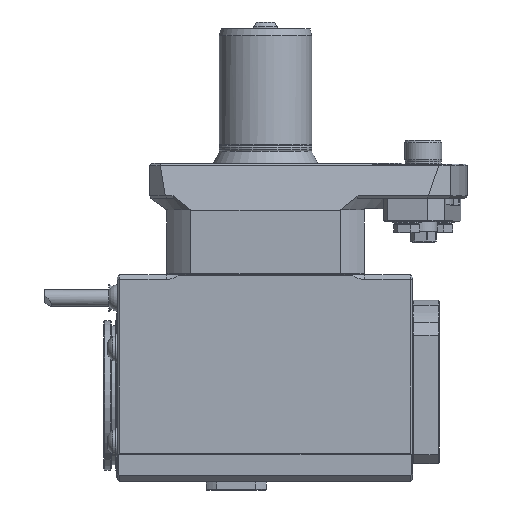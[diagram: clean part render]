
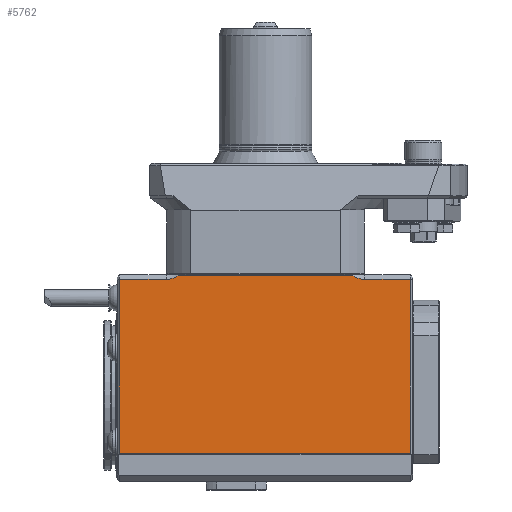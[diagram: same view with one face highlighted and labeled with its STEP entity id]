
A CAD part, front view. The second image highlights one B-rep face of the part: STEP entity #5762.
In plain terms, the highlighted planar face has unit normal (0, -1, 0).
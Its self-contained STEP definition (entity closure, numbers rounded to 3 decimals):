
#338=LINE('',#9326,#751);
#359=LINE('',#9388,#772);
#362=LINE('',#9394,#775);
#364=LINE('',#9398,#777);
#365=LINE('',#9406,#778);
#366=LINE('',#9414,#779);
#751=VECTOR('',#7328,1000.);
#772=VECTOR('',#7371,1000.);
#775=VECTOR('',#7376,1000.);
#777=VECTOR('',#7380,1000.);
#778=VECTOR('',#7381,1000.);
#779=VECTOR('',#7382,1000.);
#1017=B_SPLINE_CURVE_WITH_KNOTS('',3,(#9400,#9401,#9402,#9403,#9404),
 .UNSPECIFIED.,.F.,.F.,(4,1,4),(0.009,0.012,0.014),
 .UNSPECIFIED.);
#1018=B_SPLINE_CURVE_WITH_KNOTS('',3,(#9408,#9409,#9410,#9411,#9412),
 .UNSPECIFIED.,.F.,.F.,(4,1,4),(0.008,0.01,
0.013),.UNSPECIFIED.);
#1825=ORIENTED_EDGE('',*,*,#3148,.T.);
#1826=ORIENTED_EDGE('',*,*,#3146,.F.);
#1827=ORIENTED_EDGE('',*,*,#3116,.T.);
#1828=ORIENTED_EDGE('',*,*,#3143,.T.);
#1829=ORIENTED_EDGE('',*,*,#3149,.T.);
#1830=ORIENTED_EDGE('',*,*,#3150,.T.);
#1831=ORIENTED_EDGE('',*,*,#3151,.T.);
#1832=ORIENTED_EDGE('',*,*,#3152,.T.);
#3116=EDGE_CURVE('',#3825,#3824,#338,.T.);
#3143=EDGE_CURVE('',#3824,#3847,#359,.T.);
#3146=EDGE_CURVE('',#3825,#3849,#362,.T.);
#3148=EDGE_CURVE('',#3850,#3849,#364,.T.);
#3149=EDGE_CURVE('',#3847,#3851,#1017,.F.);
#3150=EDGE_CURVE('',#3851,#3852,#365,.T.);
#3151=EDGE_CURVE('',#3852,#3853,#1018,.T.);
#3152=EDGE_CURVE('',#3853,#3850,#366,.T.);
#3824=VERTEX_POINT('',#9319);
#3825=VERTEX_POINT('',#9323);
#3847=VERTEX_POINT('',#9389);
#3849=VERTEX_POINT('',#9395);
#3850=VERTEX_POINT('',#9399);
#3851=VERTEX_POINT('',#9405);
#3852=VERTEX_POINT('',#9407);
#3853=VERTEX_POINT('',#9413);
#4576=EDGE_LOOP('',(#1825,#1826,#1827,#1828,#1829,#1830,#1831,#1832));
#5076=FACE_BOUND('',#4576,.T.);
#5483=PLANE('',#6262);
#5762=ADVANCED_FACE('',(#5076),#5483,.F.);
#6262=AXIS2_PLACEMENT_3D('',#9397,#7378,#7379);
#7328=DIRECTION('',(0.,0.,1.));
#7371=DIRECTION('',(-1.,0.,0.));
#7376=DIRECTION('',(-1.,0.,0.));
#7378=DIRECTION('',(0.,1.,0.));
#7379=DIRECTION('',(-1.,0.,0.));
#7380=DIRECTION('',(0.,0.,-1.));
#7381=DIRECTION('',(-1.,0.,0.));
#7382=DIRECTION('',(-1.,0.,0.));
#9319=CARTESIAN_POINT('',(62.5,-41.5,-50.));
#9323=CARTESIAN_POINT('',(62.5,-41.5,-125.));
#9326=CARTESIAN_POINT('',(62.5,-41.5,-137.3));
#9388=CARTESIAN_POINT('',(-0.25,-41.5,-50.));
#9389=CARTESIAN_POINT('',(42.768,-41.5,-50.));
#9394=CARTESIAN_POINT('',(176.408,-41.5,-125.));
#9395=CARTESIAN_POINT('',(-63.,-41.5,-125.));
#9397=CARTESIAN_POINT('',(63.5,-41.5,-137.3));
#9398=CARTESIAN_POINT('',(-63.,-41.5,-137.3));
#9399=CARTESIAN_POINT('',(-63.,-41.5,-50.));
#9400=CARTESIAN_POINT('',(37.644,-41.5,-48.5));
#9401=CARTESIAN_POINT('',(38.437,-41.5,-48.927));
#9402=CARTESIAN_POINT('',(40.076,-41.5,-49.678));
#9403=CARTESIAN_POINT('',(41.864,-41.5,-50.));
#9404=CARTESIAN_POINT('',(42.768,-41.5,-50.));
#9405=CARTESIAN_POINT('',(37.644,-41.5,-48.5));
#9406=CARTESIAN_POINT('',(63.5,-41.5,-48.5));
#9407=CARTESIAN_POINT('',(-37.644,-41.5,-48.5));
#9408=CARTESIAN_POINT('',(-37.644,-41.5,-48.5));
#9409=CARTESIAN_POINT('',(-38.435,-41.5,-48.926));
#9410=CARTESIAN_POINT('',(-40.055,-41.5,-49.673));
#9411=CARTESIAN_POINT('',(-41.869,-41.5,-50.));
#9412=CARTESIAN_POINT('',(-42.768,-41.5,-50.));
#9413=CARTESIAN_POINT('',(-42.768,-41.5,-50.));
#9414=CARTESIAN_POINT('',(-0.25,-41.5,-50.));
